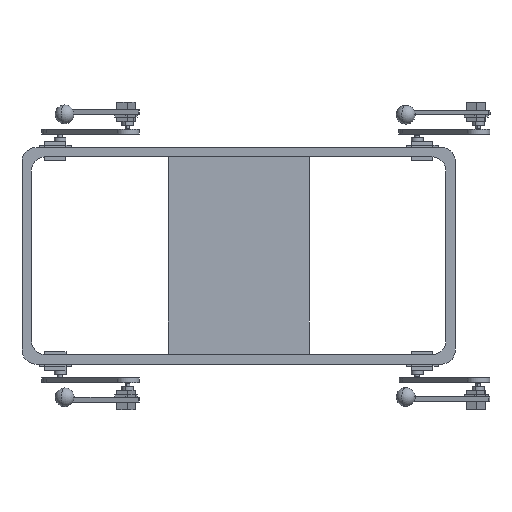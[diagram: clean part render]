
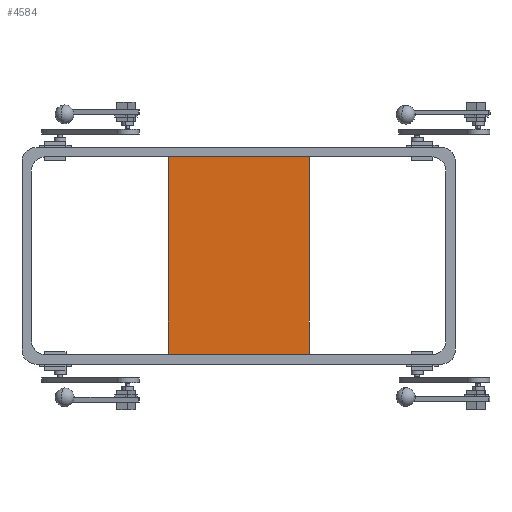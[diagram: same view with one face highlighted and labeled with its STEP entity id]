
A CAD part, front view. The second image highlights one B-rep face of the part: STEP entity #4584.
In plain terms, the highlighted face is planar.
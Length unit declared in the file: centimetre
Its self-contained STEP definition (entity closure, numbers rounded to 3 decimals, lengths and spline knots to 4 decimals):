
#243 = VERTEX_POINT ( 'NONE', #4411 ) ;
#382 = EDGE_CURVE ( 'NONE', #243, #2244, #3743, .T. ) ;
#406 = VERTEX_POINT ( 'NONE', #3818 ) ;
#456 = CARTESIAN_POINT ( 'NONE',  ( 30.5475, -4.869, 1.7 ) ) ;
#492 = DIRECTION ( 'NONE',  ( 0., 0., 1. ) ) ;
#519 = LINE ( 'NONE', #926, #4533 ) ;
#569 = EDGE_CURVE ( 'NONE', #2244, #1850, #998, .T. ) ;
#622 = VECTOR ( 'NONE', #2954, 100. ) ;
#821 = CARTESIAN_POINT ( 'NONE',  ( 45.5475, -27.869, 1.7 ) ) ;
#926 = CARTESIAN_POINT ( 'NONE',  ( 45.5475, -4.869, 1.7 ) ) ;
#998 = LINE ( 'NONE', #2421, #1810 ) ;
#1101 = EDGE_CURVE ( 'NONE', #406, #1850, #2909, .T. ) ;
#1495 = VECTOR ( 'NONE', #3354, 100. ) ;
#1794 = FACE_OUTER_BOUND ( 'NONE', #4555, .T. ) ;
#1810 = VECTOR ( 'NONE', #2084, 100. ) ;
#1850 = VERTEX_POINT ( 'NONE', #3272 ) ;
#2073 = ORIENTED_EDGE ( 'NONE', *, *, #569, .T. ) ;
#2084 = DIRECTION ( 'NONE',  ( 0., -1., 0. ) ) ;
#2244 = VERTEX_POINT ( 'NONE', #456 ) ;
#2293 = CARTESIAN_POINT ( 'NONE',  ( 45.5475, -4.869, 1.7 ) ) ;
#2324 = DIRECTION ( 'NONE',  ( 0., -1., 0. ) ) ;
#2421 = CARTESIAN_POINT ( 'NONE',  ( 30.5475, -4.869, 1.7 ) ) ;
#2655 = EDGE_CURVE ( 'NONE', #243, #406, #519, .T. ) ;
#2909 = LINE ( 'NONE', #821, #622 ) ;
#2954 = DIRECTION ( 'NONE',  ( -1., 0., 0. ) ) ;
#3008 = PLANE ( 'NONE',  #3379 ) ;
#3015 = ORIENTED_EDGE ( 'NONE', *, *, #1101, .F. ) ;
#3272 = CARTESIAN_POINT ( 'NONE',  ( 30.5475, -27.869, 1.7 ) ) ;
#3354 = DIRECTION ( 'NONE',  ( -1., 0., 0. ) ) ;
#3379 = AXIS2_PLACEMENT_3D ( 'NONE', #2293, #492, #3744 ) ;
#3545 = ORIENTED_EDGE ( 'NONE', *, *, #2655, .F. ) ;
#3731 = ORIENTED_EDGE ( 'NONE', *, *, #382, .T. ) ;
#3743 = LINE ( 'NONE', #4501, #1495 ) ;
#3744 = DIRECTION ( 'NONE',  ( -1., 0., 0. ) ) ;
#3818 = CARTESIAN_POINT ( 'NONE',  ( 45.5475, -27.869, 1.7 ) ) ;
#4411 = CARTESIAN_POINT ( 'NONE',  ( 45.5475, -4.869, 1.7 ) ) ;
#4501 = CARTESIAN_POINT ( 'NONE',  ( 45.5475, -4.869, 1.7 ) ) ;
#4533 = VECTOR ( 'NONE', #2324, 100. ) ;
#4555 = EDGE_LOOP ( 'NONE', ( #3731, #2073, #3015, #3545 ) ) ;
#4584 = ADVANCED_FACE ( 'NONE', ( #1794 ), #3008, .T. ) ;
